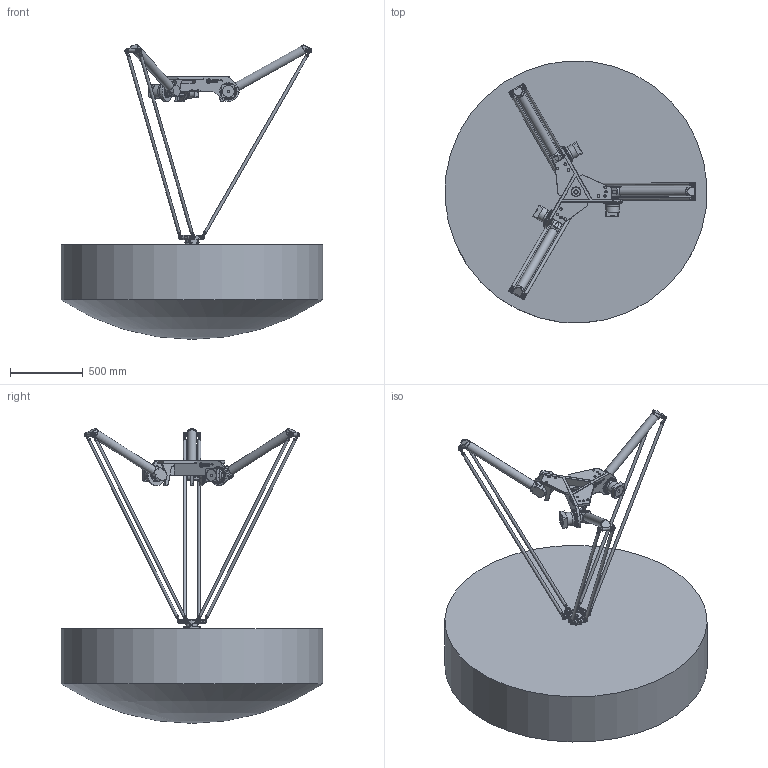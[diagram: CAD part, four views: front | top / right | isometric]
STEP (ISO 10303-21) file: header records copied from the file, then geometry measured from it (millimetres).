
FILE_DESCRIPTION(/* description */ (''),/* implementation_level */ '2;1');
FILE_NAME(/* name */ '3D-model_A_00079-ATS.stp',/* time_stamp */ '2023-01-23T08:49:01+01:00',/* author */ ('michael.schutter'),/* organization */ ('Majatronic'),/* preprocessor_version */ 'ST-DEVELOPER v16.5',/* originating_system */ 'Autodesk Inventor 2017',/* authorisation */ '');
FILE_SCHEMA (('AUTOMOTIVE_DESIGN { 1 0 10303 214 3 1 1 }'));
Products named in the file (11): A_00079-ATS_DUMMY; MT_BGR00105084; MT_WST00111270; MT_WST00046397MT_WST; MT_WST00113480; MT_WST00113238; MT_WST00031699MT_WST; MT_WST00113481 Dummy Werkzeugträger; MT_WST00113239; MT_WST00068449MT_WST; MT_WST00068450MT_WST
Assembly tree (26 placements, depth 3):
  A_00079-ATS_DUMMY
    MT_BGR00105084
      MT_WST00111270
      MT_WST00046397MT_WST  x3
    MT_WST00113480
    MT_WST00113238  x3
    MT_WST00031699MT_WST  x6
    MT_WST00113481 Dummy Werkzeugträger
    MT_WST00113239  x6
    MT_WST00068449MT_WST  x2
    MT_WST00068450MT_WST  x2
Bounding box: 1796.98 x 1796.98 x 2021.8 mm (x, y, z)
Volume: 1336989893.8 mm3; surface area: 9375474.6 mm2
Topology: 27 solids, 28 shells, 2990 faces, 7169 edges, 4514 vertices
Faces by surface type: plane 1642, cylinder 793, cone 340, bspline 157, torus 57, sphere 1
Full cylindrical faces by diameter (mm): 4 x12, 4.917 x9, 6 x3, 6.5 x4, 8 x37, 8.5 x48, 8.566 x4, 9 x4, 10 x5, 10.1 x2, 10.4 x2, 11 x8, 11.5 x6, 12 x24, 15 x4, 16 x24, 17.5 x9, 18 x24, 19 x3, 20 x18, 21 x6, 25 x1, 30 x1, 31.5 x3, 58 x1, 60.1 x3, 61 x1, 63 x6, 67 x3, 68 x1
Entity records: 60652 total; most frequent: CARTESIAN_POINT 18808, DIRECTION 8342, ORIENTED_EDGE 8198, EDGE_CURVE 4099, AXIS2_PLACEMENT_3D 2924, VERTEX_POINT 2710, LINE 2494, VECTOR 2494
